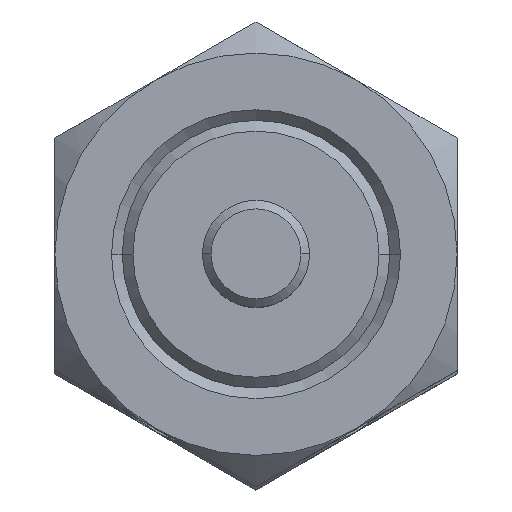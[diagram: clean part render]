
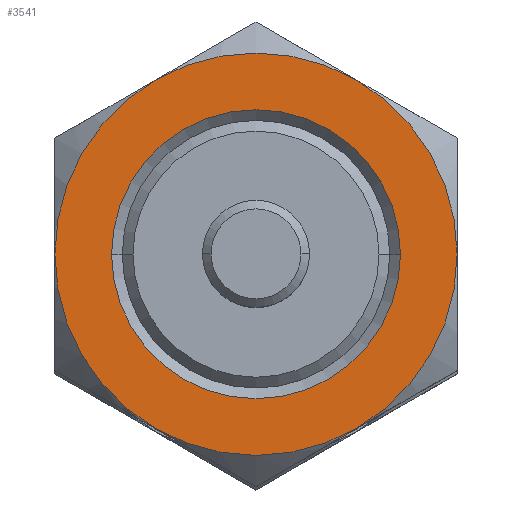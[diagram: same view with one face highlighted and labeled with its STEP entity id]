
A CAD part, top view. The second image highlights one B-rep face of the part: STEP entity #3541.
In plain terms, the highlighted planar face has unit normal (0, 0, 1).
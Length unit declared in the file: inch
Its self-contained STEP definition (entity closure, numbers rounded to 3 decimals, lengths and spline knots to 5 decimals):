
#6 = CIRCLE ( 'NONE', #1142, 0.47 ) ;
#127 = AXIS2_PLACEMENT_3D ( 'NONE', #1280, #3428, #2873 ) ;
#132 = EDGE_CURVE ( 'NONE', #2069, #1165, #1345, .T. ) ;
#191 = EDGE_LOOP ( 'NONE', ( #368, #2404, #1429, #3371, #2392, #450 ) ) ;
#320 = CARTESIAN_POINT ( 'NONE',  ( 0., 0., 0.19 ) ) ;
#336 = CARTESIAN_POINT ( 'NONE',  ( 0., 0., 0.19 ) ) ;
#358 = DIRECTION ( 'NONE',  ( 0., 0., -1. ) ) ;
#368 = ORIENTED_EDGE ( 'NONE', *, *, #906, .F. ) ;
#408 = CIRCLE ( 'NONE', #127, 0.47 ) ;
#434 = CARTESIAN_POINT ( 'NONE',  ( 0.3375, 0., 0.19 ) ) ;
#450 = ORIENTED_EDGE ( 'NONE', *, *, #1904, .F. ) ;
#480 = FACE_OUTER_BOUND ( 'NONE', #191, .T. ) ;
#484 = EDGE_LOOP ( 'NONE', ( #997, #2644 ) ) ;
#535 = CARTESIAN_POINT ( 'NONE',  ( 0.47, 0.81406, 0.19 ) ) ;
#604 = AXIS2_PLACEMENT_3D ( 'NONE', #2049, #358, #2343 ) ;
#609 = DIRECTION ( 'NONE',  ( -1., 0., 0. ) ) ;
#626 = DIRECTION ( 'NONE',  ( -1., 0., 0. ) ) ;
#649 = CARTESIAN_POINT ( 'NONE',  ( 0., 0., 0.19 ) ) ;
#674 = CIRCLE ( 'NONE', #1453, 0.3375 ) ;
#722 = CARTESIAN_POINT ( 'NONE',  ( 0., 0., 0.19 ) ) ;
#770 = AXIS2_PLACEMENT_3D ( 'NONE', #320, #2308, #609 ) ;
#805 = CARTESIAN_POINT ( 'NONE',  ( -0.3375, 0., 0.19 ) ) ;
#827 = AXIS2_PLACEMENT_3D ( 'NONE', #535, #3082, #1375 ) ;
#855 = EDGE_CURVE ( 'NONE', #3385, #1823, #1521, .T. ) ;
#906 = EDGE_CURVE ( 'NONE', #1916, #2201, #6, .T. ) ;
#937 = DIRECTION ( 'NONE',  ( -1., 0., 0. ) ) ;
#997 = ORIENTED_EDGE ( 'NONE', *, *, #132, .T. ) ;
#1000 = DIRECTION ( 'NONE',  ( -1., 0., 0. ) ) ;
#1041 = CARTESIAN_POINT ( 'NONE',  ( 0.47, 0., 0.19 ) ) ;
#1142 = AXIS2_PLACEMENT_3D ( 'NONE', #336, #2319, #626 ) ;
#1156 = CIRCLE ( 'NONE', #2264, 0.47 ) ;
#1165 = VERTEX_POINT ( 'NONE', #805 ) ;
#1280 = CARTESIAN_POINT ( 'NONE',  ( 0., 0., 0.19 ) ) ;
#1345 = CIRCLE ( 'NONE', #3626, 0.3375 ) ;
#1375 = DIRECTION ( 'NONE',  ( -1., 0., 0. ) ) ;
#1390 = CARTESIAN_POINT ( 'NONE',  ( -0.235, 0.40703, 0.19 ) ) ;
#1429 = ORIENTED_EDGE ( 'NONE', *, *, #2246, .F. ) ;
#1451 = VERTEX_POINT ( 'NONE', #1803 ) ;
#1453 = AXIS2_PLACEMENT_3D ( 'NONE', #3284, #1592, #3557 ) ;
#1521 = CIRCLE ( 'NONE', #770, 0.47 ) ;
#1592 = DIRECTION ( 'NONE',  ( 0., 0., -1. ) ) ;
#1627 = DIRECTION ( 'NONE',  ( 0., 0., -1. ) ) ;
#1646 = PLANE ( 'NONE',  #827 ) ;
#1803 = CARTESIAN_POINT ( 'NONE',  ( -0.235, -0.40703, 0.19 ) ) ;
#1823 = VERTEX_POINT ( 'NONE', #3134 ) ;
#1904 = EDGE_CURVE ( 'NONE', #2201, #2170, #1156, .T. ) ;
#1914 = CARTESIAN_POINT ( 'NONE',  ( 0.235, 0.40703, 0.19 ) ) ;
#1916 = VERTEX_POINT ( 'NONE', #2363 ) ;
#2049 = CARTESIAN_POINT ( 'NONE',  ( 0., 0., 0.19 ) ) ;
#2069 = VERTEX_POINT ( 'NONE', #434 ) ;
#2170 = VERTEX_POINT ( 'NONE', #1914 ) ;
#2201 = VERTEX_POINT ( 'NONE', #1390 ) ;
#2246 = EDGE_CURVE ( 'NONE', #1823, #1451, #2342, .T. ) ;
#2264 = AXIS2_PLACEMENT_3D ( 'NONE', #649, #2630, #937 ) ;
#2308 = DIRECTION ( 'NONE',  ( 0., 0., -1. ) ) ;
#2319 = DIRECTION ( 'NONE',  ( 0., 0., -1. ) ) ;
#2342 = CIRCLE ( 'NONE', #604, 0.47 ) ;
#2343 = DIRECTION ( 'NONE',  ( -1., 0., 0. ) ) ;
#2363 = CARTESIAN_POINT ( 'NONE',  ( -0.47, 0., 0.19 ) ) ;
#2392 = ORIENTED_EDGE ( 'NONE', *, *, #3300, .T. ) ;
#2404 = ORIENTED_EDGE ( 'NONE', *, *, #3449, .F. ) ;
#2630 = DIRECTION ( 'NONE',  ( 0., 0., -1. ) ) ;
#2644 = ORIENTED_EDGE ( 'NONE', *, *, #3350, .T. ) ;
#2695 = DIRECTION ( 'NONE',  ( 0., 0., -1. ) ) ;
#2831 = CIRCLE ( 'NONE', #3167, 0.47 ) ;
#2873 = DIRECTION ( 'NONE',  ( 1., 0., 0. ) ) ;
#3082 = DIRECTION ( 'NONE',  ( 0., 0., -1. ) ) ;
#3134 = CARTESIAN_POINT ( 'NONE',  ( 0.235, -0.40703, 0.19 ) ) ;
#3167 = AXIS2_PLACEMENT_3D ( 'NONE', #3318, #1627, #3592 ) ;
#3284 = CARTESIAN_POINT ( 'NONE',  ( 0., 0., 0.19 ) ) ;
#3300 = EDGE_CURVE ( 'NONE', #3385, #2170, #408, .T. ) ;
#3318 = CARTESIAN_POINT ( 'NONE',  ( 0., 0., 0.19 ) ) ;
#3350 = EDGE_CURVE ( 'NONE', #1165, #2069, #674, .T. ) ;
#3371 = ORIENTED_EDGE ( 'NONE', *, *, #855, .F. ) ;
#3385 = VERTEX_POINT ( 'NONE', #1041 ) ;
#3396 = FACE_BOUND ( 'NONE', #484, .T. ) ;
#3428 = DIRECTION ( 'NONE',  ( 0., 0., 1. ) ) ;
#3449 = EDGE_CURVE ( 'NONE', #1451, #1916, #2831, .T. ) ;
#3541 = ADVANCED_FACE ( 'NONE', ( #3396, #480 ), #1646, .F. ) ;
#3557 = DIRECTION ( 'NONE',  ( -1., 0., 0. ) ) ;
#3592 = DIRECTION ( 'NONE',  ( -1., 0., 0. ) ) ;
#3626 = AXIS2_PLACEMENT_3D ( 'NONE', #722, #2695, #1000 ) ;
